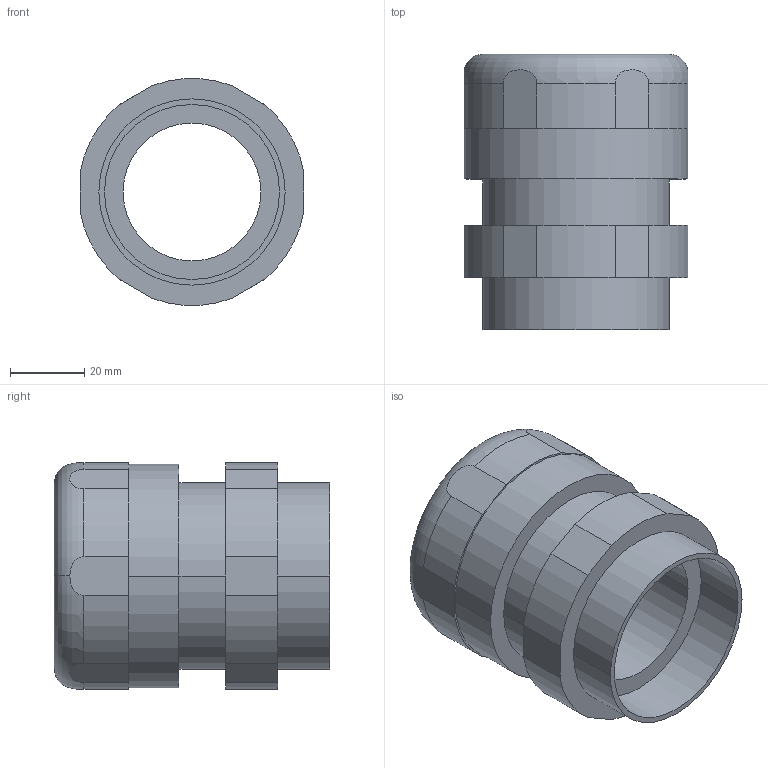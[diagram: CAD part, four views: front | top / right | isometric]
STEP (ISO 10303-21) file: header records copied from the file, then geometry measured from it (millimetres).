
FILE_DESCRIPTION((''),'2;1');
FILE_NAME('004482206_M-50G_ASM','2021-05-12T',('marketing.praksa'),('Audax d.o.o.'),'CREO PARAMETRIC BY PTC INC, 2017480','CREO PARAMETRIC BY PTC INC, 2017480','');
FILE_SCHEMA(('AUTOMOTIVE_DESIGN { 1 0 10303 214 1 1 1 1 }'));
Products named in the file (7): PRT0005453DFG_1_1; PRT0005453DFG_1_2; PRT0005453DFG_1_3; PRT0005453DFG_1_ASM; 50-WL_1; 50_ASM_1_ASM; 004482206_M-50G_ASM
Assembly tree (6 placements, depth 4):
  004482206_M-50G_ASM
    50_ASM_1_ASM
      PRT0005453DFG_1_ASM
        PRT0005453DFG_1_1
        PRT0005453DFG_1_2
        PRT0005453DFG_1_3
      50-WL_1
Bounding box: 60.1 x 74 x 60.85 mm (x, y, z)
Volume: 98760.4 mm3; surface area: 27490.6 mm2
Topology: 4 solids, 4 shells, 148 faces, 400 edges, 268 vertices
Faces by surface type: plane 76, cylinder 70, revolution 2
Entity records: 6975 total; most frequent: CARTESIAN_POINT 1140, DIRECTION 814, ORIENTED_EDGE 800, PRESENTATION_STYLE_ASSIGNMENT 448, STYLED_ITEM 448, CURVE_STYLE 400, EDGE_CURVE 400, AXIS2_PLACEMENT_3D 284
